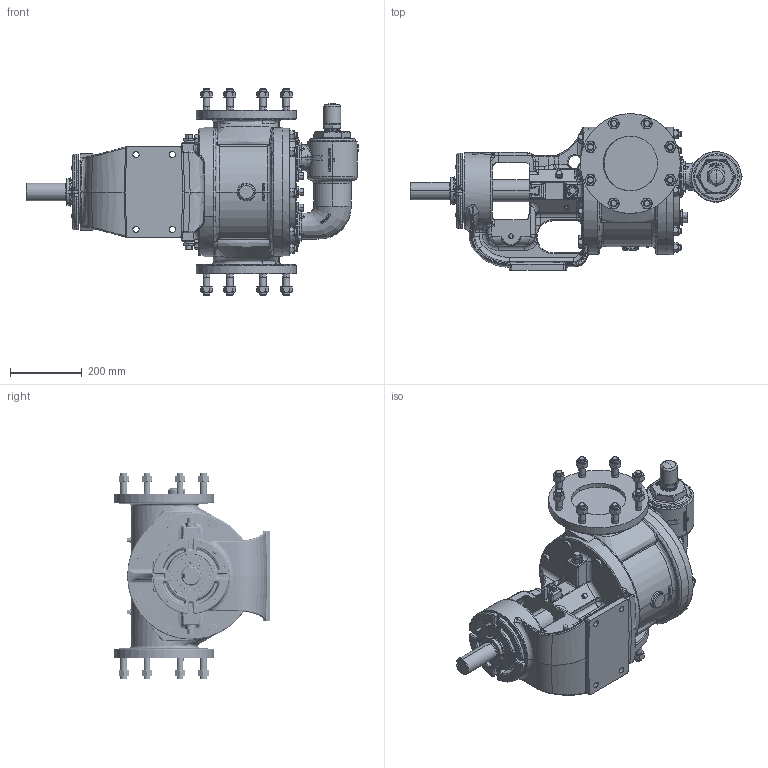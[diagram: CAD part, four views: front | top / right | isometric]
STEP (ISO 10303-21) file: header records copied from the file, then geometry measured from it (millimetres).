
FILE_DESCRIPTION (( 'STEP AP214' ), '1' );
FILE_NAME ('QS124E.STEP', '2018-02-26T14:48:54', ( '' ), ( '' ), 'SwSTEP 2.0', 'SolidWorks 2017', '' );
FILE_SCHEMA (( 'AUTOMOTIVE_DESIGN' ));
Length unit declared in the file: inch
Products named in the file (2): QS124E
Bounding box: 928.15 x 438.15 x 577.6 mm (x, y, z)
Volume: 43200053.2 mm3; surface area: 1714465.9 mm2
Topology: 1 solids, 1 shells, 5043 faces, 12752 edges, 7811 vertices
Faces by surface type: plane 1645, cylinder 1194, bspline 1140, cone 833, torus 155, sphere 76
Entity records: 305193 total; most frequent: CARTESIAN_POINT 156974, ORIENTED_EDGE 25088, DIRECTION 20231, EDGE_CURVE 12544, AXIS2_PLACEMENT_3D 7899, VERTEX_POINT 7805, EDGE_LOOP 5365, ADVANCED_FACE 5043
